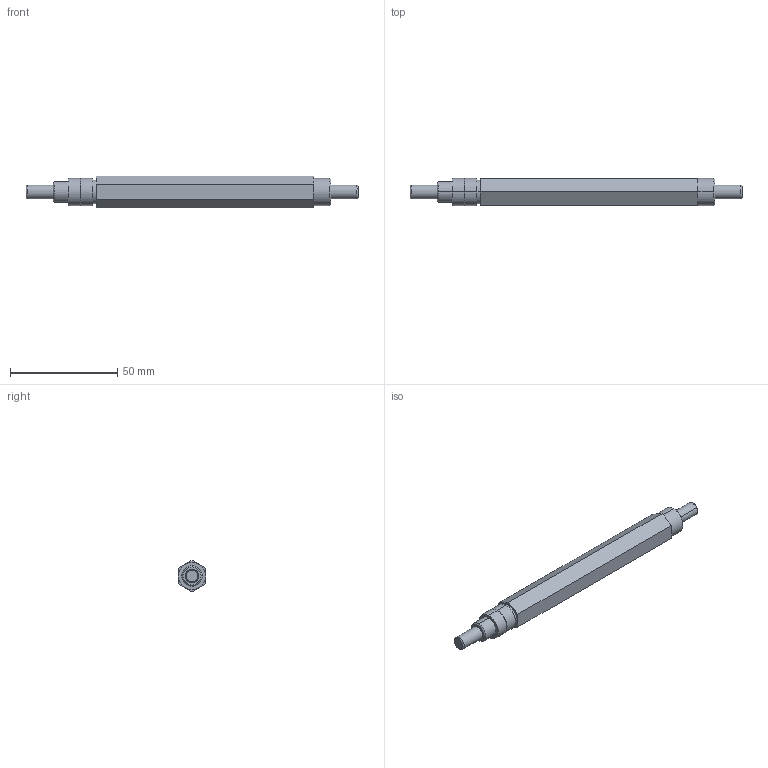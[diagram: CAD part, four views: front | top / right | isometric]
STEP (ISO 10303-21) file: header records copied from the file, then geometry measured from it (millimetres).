
FILE_DESCRIPTION (( 'STEP AP203' ), '1' );
FILE_NAME ('am-4722_pin am-4722_mag ToughBox S AM14U5 Hex Output Shaft.STEP', '2023-02-15T21:15:58', ( '' ), ( '' ), 'SwSTEP 2.0', 'SolidWorks 2022', '' );
FILE_SCHEMA (( 'CONFIG_CONTROL_DESIGN' ));
Length unit declared in the file: inch
Products named in the file (3): 250x1000_dowel; am-4722_pin am-4722_mag ToughBox S AM14U5 Hex Output Shaft; am-4722 ToughBox E AM14U5 Length Hex Output Shaft
Assembly tree (3 placements, depth 2):
  am-4722_pin am-4722_mag ToughBox S AM14U5 Hex Output Shaft
    am-4722 ToughBox E AM14U5 Length Hex Output Shaft
    250x1000_dowel  x2
Bounding box: 155 x 12.7 x 14.66 mm (x, y, z)
Volume: 18045 mm3; surface area: 7469.5 mm2
Topology: 3 solids, 3 shells, 59 faces, 122 edges, 70 vertices
Faces by surface type: plane 21, cylinder 18, torus 12, cone 8
Entity records: 1681 total; most frequent: DIRECTION 274, CARTESIAN_POINT 223, ORIENTED_EDGE 208, AXIS2_PLACEMENT_3D 113, EDGE_CURVE 104, VERTEX_POINT 62, CIRCLE 56, EDGE_LOOP 56
